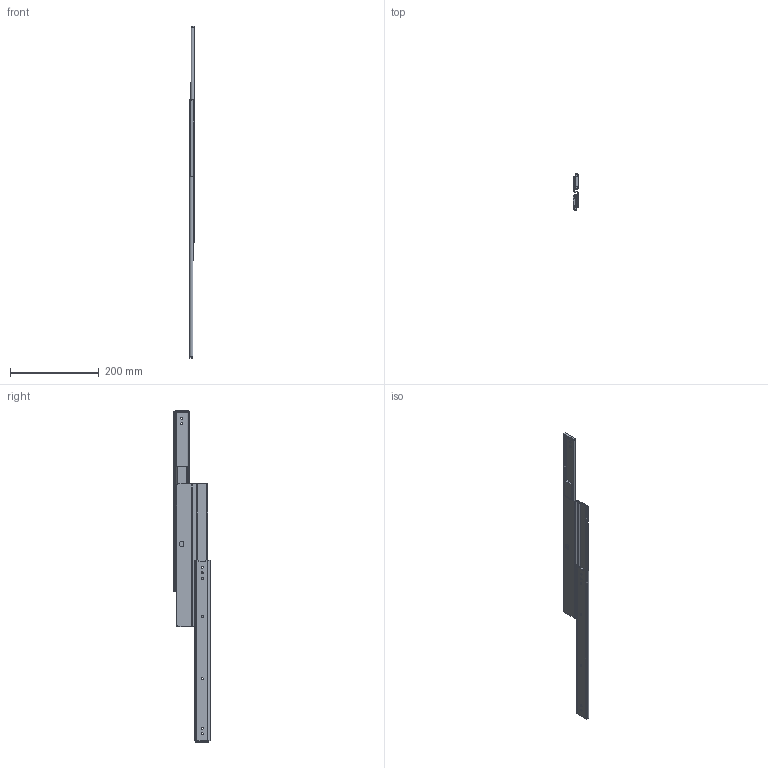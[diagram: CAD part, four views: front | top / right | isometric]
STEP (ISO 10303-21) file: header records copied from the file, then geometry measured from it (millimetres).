
FILE_DESCRIPTION (( 'STEP AP203' ), '1' );
FILE_NAME ('D241-16.STEP', '2020-07-16T07:42:21', ( '' ), ( '' ), 'SwSTEP 2.0', 'SolidWorks 2019', '' );
FILE_SCHEMA (( 'CONFIG_CONTROL_DESIGN' ));
Length unit declared in the file: millimetre
Products named in the file (5): OM-D241-16 ; PN1 ; IM継板-D241-16; D241-16; IM-D241-16 
Assembly tree (7 placements, depth 2):
  D241-16
    OM-D241-16   x2
    IM継板-D241-16
    IM-D241-16   x2
    PN1   x2
Bounding box: 12.9 x 81.3 x 746.46 mm (x, y, z)
Volume: 137383.5 mm3; surface area: 178789 mm2
Topology: 7 solids, 7 shells, 313 faces, 861 edges, 546 vertices
Faces by surface type: plane 150, cylinder 147, sphere 16
Entity records: 6171 total; most frequent: CARTESIAN_POINT 1126, DIRECTION 960, ORIENTED_EDGE 920, EDGE_CURVE 460, AXIS2_PLACEMENT_3D 336, VERTEX_POINT 298, LINE 288, VECTOR 288
